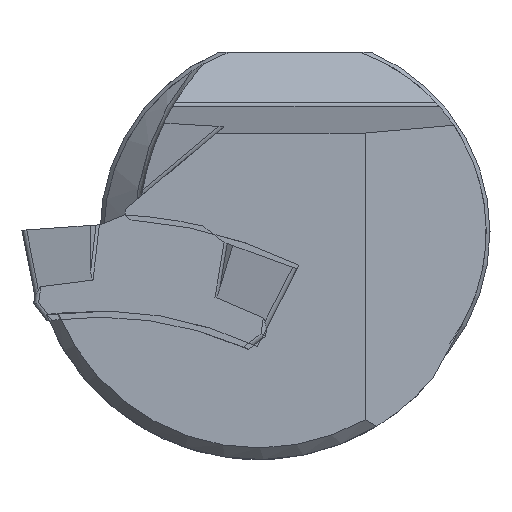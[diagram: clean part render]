
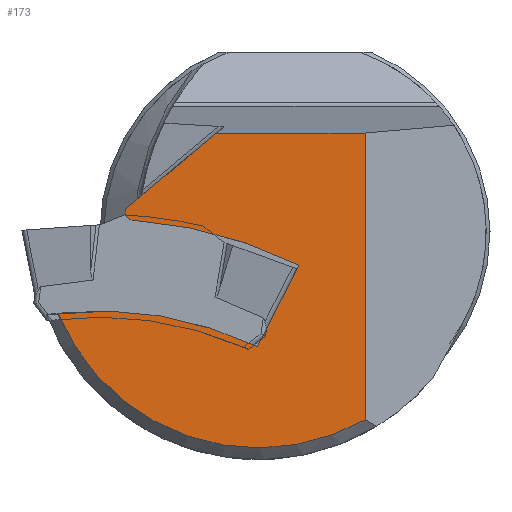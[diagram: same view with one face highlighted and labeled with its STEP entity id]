
A CAD part, left-side view. The second image highlights one B-rep face of the part: STEP entity #173.
In plain terms, the highlighted planar face has unit normal (-1, 0, 0).
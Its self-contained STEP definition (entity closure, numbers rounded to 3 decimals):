
#119=PLANE('',#1480);
#173=ADVANCED_FACE('',(#278),#119,.T.);
#278=FACE_OUTER_BOUND('',#352,.T.);
#352=EDGE_LOOP('',(#838,#839,#840,#841,#842,#843,#844,#845));
#453=LINE('',#2323,#549);
#454=LINE('',#2325,#550);
#455=LINE('',#2327,#551);
#456=LINE('',#2333,#552);
#549=VECTOR('',#1764,1.);
#550=VECTOR('',#1765,1.);
#551=VECTOR('',#1766,1.);
#552=VECTOR('',#1771,1.);
#589=CIRCLE('',#1476,23.65);
#590=CIRCLE('',#1477,13.85);
#591=CIRCLE('',#1478,0.5);
#592=CIRCLE('',#1479,28.85);
#838=ORIENTED_EDGE('',*,*,#1270,.T.);
#839=ORIENTED_EDGE('',*,*,#1271,.F.);
#840=ORIENTED_EDGE('',*,*,#1272,.T.);
#841=ORIENTED_EDGE('',*,*,#1273,.F.);
#842=ORIENTED_EDGE('',*,*,#1274,.F.);
#843=ORIENTED_EDGE('',*,*,#1275,.T.);
#844=ORIENTED_EDGE('',*,*,#1276,.T.);
#845=ORIENTED_EDGE('',*,*,#1277,.T.);
#1098=VERTEX_POINT('',#2319);
#1099=VERTEX_POINT('',#2320);
#1100=VERTEX_POINT('',#2322);
#1101=VERTEX_POINT('',#2324);
#1102=VERTEX_POINT('',#2326);
#1103=VERTEX_POINT('',#2328);
#1104=VERTEX_POINT('',#2330);
#1105=VERTEX_POINT('',#2332);
#1270=EDGE_CURVE('',#1098,#1099,#589,.T.);
#1271=EDGE_CURVE('',#1100,#1099,#590,.T.);
#1272=EDGE_CURVE('',#1100,#1101,#453,.T.);
#1273=EDGE_CURVE('',#1102,#1101,#454,.T.);
#1274=EDGE_CURVE('',#1103,#1102,#455,.T.);
#1275=EDGE_CURVE('',#1103,#1104,#591,.T.);
#1276=EDGE_CURVE('',#1104,#1105,#592,.T.);
#1277=EDGE_CURVE('',#1105,#1098,#456,.T.);
#1476=AXIS2_PLACEMENT_3D('',#2318,#1760,#1761);
#1477=AXIS2_PLACEMENT_3D('',#2321,#1762,#1763);
#1478=AXIS2_PLACEMENT_3D('',#2329,#1767,#1768);
#1479=AXIS2_PLACEMENT_3D('',#2331,#1769,#1770);
#1480=AXIS2_PLACEMENT_3D('',#2334,#1772,#1773);
#1760=DIRECTION('',(-1.,0.,0.));
#1761=DIRECTION('',(0.,0.,1.));
#1762=DIRECTION('',(1.,0.,0.));
#1763=DIRECTION('',(0.,0.,1.));
#1764=DIRECTION('',(0.,0.,1.));
#1765=DIRECTION('',(0.,-1.,0.));
#1766=DIRECTION('',(0.,-0.766,0.643));
#1767=DIRECTION('',(-1.,0.,0.));
#1768=DIRECTION('',(0.,0.,1.));
#1769=DIRECTION('',(1.,0.,0.));
#1770=DIRECTION('',(0.,0.,1.));
#1771=DIRECTION('',(0.,0.454,-0.891));
#1772=DIRECTION('',(-1.,0.,0.));
#1773=DIRECTION('',(0.,0.,1.));
#2318=CARTESIAN_POINT('',(0.4,12.563,-28.718));
#2319=CARTESIAN_POINT('',(0.4,2.411,-7.357));
#2320=CARTESIAN_POINT('',(0.4,15.181,-5.213));
#2321=CARTESIAN_POINT('',(0.4,2.35,0.));
#2322=CARTESIAN_POINT('',(0.4,-4.5,-12.037));
#2323=CARTESIAN_POINT('',(0.4,-4.5,-272.249));
#2324=CARTESIAN_POINT('',(0.4,-4.5,6.335));
#2325=CARTESIAN_POINT('',(0.4,0.,6.335));
#2326=CARTESIAN_POINT('',(0.4,5.04,6.335));
#2327=CARTESIAN_POINT('',(0.4,5.202,6.199));
#2328=CARTESIAN_POINT('',(0.4,10.853,1.457));
#2329=CARTESIAN_POINT('',(0.4,10.397,1.253));
#2330=CARTESIAN_POINT('',(0.4,10.432,0.754));
#2331=CARTESIAN_POINT('',(0.4,12.465,-28.025));
#2332=CARTESIAN_POINT('',(0.4,-0.253,-2.129));
#2333=CARTESIAN_POINT('',(0.4,-1.062,-0.541));
#2334=CARTESIAN_POINT('',(0.4,0.,0.));
